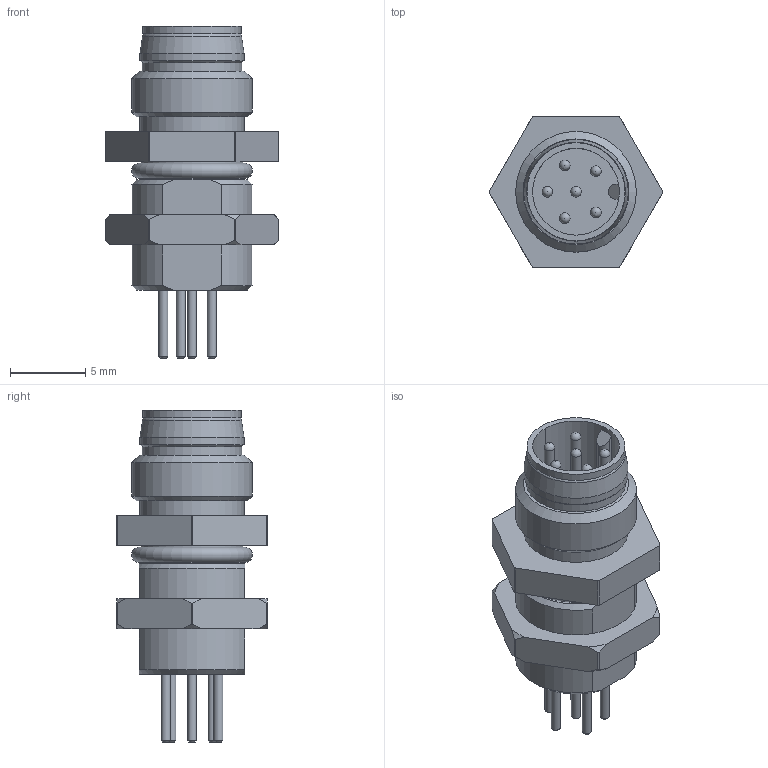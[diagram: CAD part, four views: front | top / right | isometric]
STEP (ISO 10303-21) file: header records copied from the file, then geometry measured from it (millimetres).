
FILE_DESCRIPTION(/* description */ (''),/* implementation_level */ '2;1');
FILE_NAME(/* name */ 'FSZ62-P-M8.stp',/* time_stamp */ '2018-06-13T13:10:35+08:00',/* author */ (''),/* organization */ (''),/* preprocessor_version */ 'ST-DEVELOPER v14',/* originating_system */ 'SIEMENS PLM Software NX 8.0',/* authorisation */ '');
FILE_SCHEMA (('AUTOMOTIVE_DESIGN { 1 0 10303 214 3 1 1 1 }'));
Length unit declared in the file: millimetre
Products named in the file (1): DELL1818A9928tnj
Bounding box: 11.5 x 10 x 22 mm (x, y, z)
Volume: 826.8 mm3; surface area: 1016.2 mm2
Topology: 1 solids, 13 shells, 157 faces, 378 edges, 252 vertices
Faces by surface type: cylinder 62, plane 52, cone 34, sphere 6, torus 3
Full cylindrical faces by diameter (mm): 0.6 x6, 0.7 x12, 0.8 x12, 6.5 x1, 6.6 x1, 6.8 x2, 6.9 x2, 8 x1
Entity records: 4473 total; most frequent: CARTESIAN_POINT 737, DIRECTION 714, ORIENTED_EDGE 544, AXIS2_PLACEMENT_3D 317, EDGE_CURVE 272, EDGE_LOOP 252, VERTEX_POINT 208, FACE_BOUND 180
